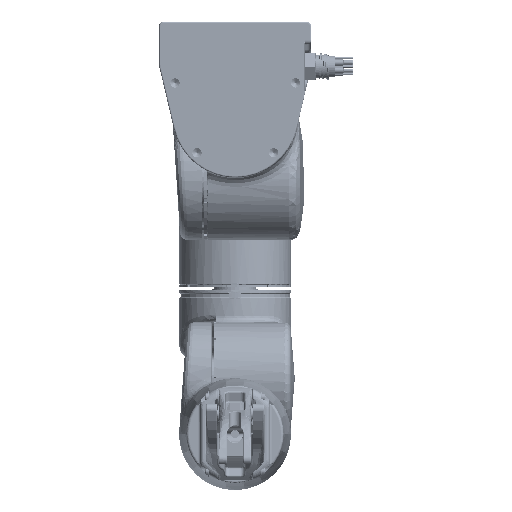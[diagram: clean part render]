
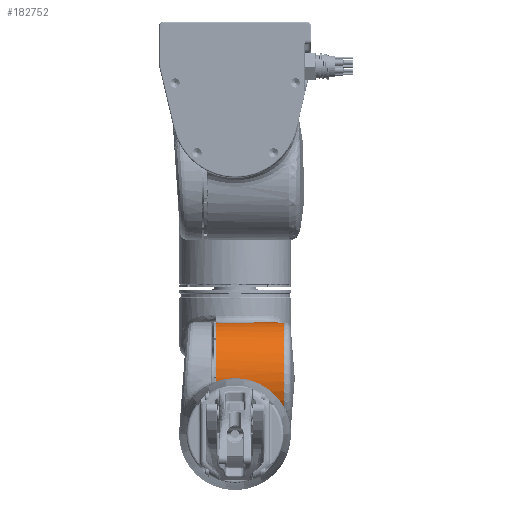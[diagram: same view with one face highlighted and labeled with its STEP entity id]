
A CAD part, front view. The second image highlights one B-rep face of the part: STEP entity #182752.
In plain terms, the highlighted cylindrical face has radius 40.8 mm (diameter 81.6 mm), a partial arc.
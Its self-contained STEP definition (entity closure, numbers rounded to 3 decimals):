
#2799 = VERTEX_POINT ( 'NONE', #57001 ) ;
#6665 = CARTESIAN_POINT ( 'NONE',  ( -99.071, -116.343, -448.018 ) ) ;
#11990 = CARTESIAN_POINT ( 'NONE',  ( -76.82, -36.058, -454.463 ) ) ;
#13118 = FACE_OUTER_BOUND ( 'NONE', #307376, .T. ) ;
#14707 = DIRECTION ( 'NONE',  ( -1., 0., 0. ) ) ;
#25203 = CARTESIAN_POINT ( 'NONE',  ( -99.071, -35.972, -455.581 ) ) ;
#26654 = CARTESIAN_POINT ( 'NONE',  ( -49.723, -76.688, -458.195 ) ) ;
#30645 = VERTEX_POINT ( 'NONE', #282614 ) ;
#32115 = AXIS2_PLACEMENT_3D ( 'NONE', #97812, #295276, #42514 ) ;
#34259 = CARTESIAN_POINT ( 'NONE',  ( -99.071, -115.405, -471.503 ) ) ;
#36079 = CARTESIAN_POINT ( 'NONE',  ( -99.071, -106.745, -485.992 ) ) ;
#36812 = CARTESIAN_POINT ( 'NONE',  ( -35.471, -101.638, -490.477 ) ) ;
#39608 = CARTESIAN_POINT ( 'NONE',  ( -63.987, -35.88, -458.451 ) ) ;
#42514 = DIRECTION ( 'NONE',  ( 0., 1., 0. ) ) ;
#45004 = CARTESIAN_POINT ( 'NONE',  ( -74.616, -36.021, -454.891 ) ) ;
#57001 = CARTESIAN_POINT ( 'NONE',  ( -49.723, -37.355, -469.036 ) ) ;
#59708 = DIRECTION ( 'NONE',  ( 0., -1., 0. ) ) ;
#60057 = CARTESIAN_POINT ( 'NONE',  ( -99.071, -40.373, -439.291 ) ) ;
#63703 = CARTESIAN_POINT ( 'NONE',  ( -99.071, -79.658, -417.362 ) ) ;
#67250 = CARTESIAN_POINT ( 'NONE',  ( -56.259, -36.153, -463.049 ) ) ;
#67371 = CARTESIAN_POINT ( 'NONE',  ( -99.071, -104.322, -488.403 ) ) ;
#69897 = LINE ( 'NONE', #36812, #123681 ) ;
#72669 = CARTESIAN_POINT ( 'NONE',  ( -87.989, -36.126, -453.79 ) ) ;
#80407 = B_SPLINE_CURVE_WITH_KNOTS ( 'NONE', 3,
 ( #25203, #137630, #200246, #312789, #60057, #172596, #250190, #222425, #144879, #257454, #294286, #202069, #271615, #63703, #286970, #146689, #344116, #176242, #235244, #345909, #243811, #288811, #152174, #6665, #124503, #205657, #174411, #150352, #34259, #91347, #93153, #36079, #67371, #292461 ),
 .UNSPECIFIED., .F., .F.,
 ( 4, 2, 2, 2, 2, 2, 2, 2, 2, 2, 2, 2, 2, 2, 2, 2, 4 ),
 ( 0., 0.063, 0.125, 0.188, 0.25, 0.313, 0.375, 0.438, 0.5, 0.563, 0.625, 0.688, 0.75, 0.813, 0.875, 0.938, 1. ),
 .UNSPECIFIED. ) ;
#84614 = EDGE_CURVE ( 'NONE', #30645, #249721, #69897, .T. ) ;
#91347 = CARTESIAN_POINT ( 'NONE',  ( -99.071, -112.676, -477.714 ) ) ;
#93153 = CARTESIAN_POINT ( 'NONE',  ( -99.071, -110.923, -480.648 ) ) ;
#96714 = CARTESIAN_POINT ( 'NONE',  ( -68.118, -35.905, -456.728 ) ) ;
#97812 = CARTESIAN_POINT ( 'NONE',  ( -15.312, -76.688, -458.195 ) ) ;
#103935 = CARTESIAN_POINT ( 'NONE',  ( -49.723, -37.355, -469.036 ) ) ;
#123681 = VECTOR ( 'NONE', #14707, 1000. ) ;
#124503 = CARTESIAN_POINT ( 'NONE',  ( -99.071, -117.054, -451.361 ) ) ;
#125524 = CYLINDRICAL_SURFACE ( 'NONE', #32115, 40.8 ) ;
#126155 = ORIENTED_EDGE ( 'NONE', *, *, #277678, .T. ) ;
#128007 = CARTESIAN_POINT ( 'NONE',  ( -91.357, -36.097, -454.067 ) ) ;
#137630 = CARTESIAN_POINT ( 'NONE',  ( -99.071, -36.189, -452.196 ) ) ;
#144879 = CARTESIAN_POINT ( 'NONE',  ( -99.071, -53.84, -424.223 ) ) ;
#145827 = CIRCLE ( 'NONE', #193026, 40.8 ) ;
#146689 = CARTESIAN_POINT ( 'NONE',  ( -99.071, -89.644, -419.359 ) ) ;
#150352 = CARTESIAN_POINT ( 'NONE',  ( -99.071, -116.38, -468.227 ) ) ;
#152047 = CARTESIAN_POINT ( 'NONE',  ( -77.925, -36.075, -454.286 ) ) ;
#152174 = CARTESIAN_POINT ( 'NONE',  ( -99.071, -114.119, -441.61 ) ) ;
#155704 = CARTESIAN_POINT ( 'NONE',  ( -96.895, -36.01, -454.978 ) ) ;
#157503 = CARTESIAN_POINT ( 'NONE',  ( -90.238, -36.109, -453.95 ) ) ;
#159346 = CARTESIAN_POINT ( 'NONE',  ( -58.092, -36.028, -461.767 ) ) ;
#172596 = CARTESIAN_POINT ( 'NONE',  ( -99.071, -43.993, -433.554 ) ) ;
#174411 = CARTESIAN_POINT ( 'NONE',  ( -99.071, -117.492, -461.536 ) ) ;
#176242 = CARTESIAN_POINT ( 'NONE',  ( -99.071, -98.829, -423.758 ) ) ;
#179410 = EDGE_CURVE ( 'NONE', #30645, #2799, #145827, .T. ) ;
#182752 = ADVANCED_FACE ( 'NONE', ( #13118 ), #125524, .T. ) ;
#186689 = ORIENTED_EDGE ( 'NONE', *, *, #84614, .F. ) ;
#187016 = CARTESIAN_POINT ( 'NONE',  ( -73.515, -36.001, -455.143 ) ) ;
#193026 = AXIS2_PLACEMENT_3D ( 'NONE', #26654, #229353, #59708 ) ;
#200246 = CARTESIAN_POINT ( 'NONE',  ( -99.071, -36.83, -448.839 ) ) ;
#202069 = CARTESIAN_POINT ( 'NONE',  ( -99.071, -69.488, -417.892 ) ) ;
#205657 = CARTESIAN_POINT ( 'NONE',  ( -99.071, -117.629, -458.12 ) ) ;
#209239 = CARTESIAN_POINT ( 'NONE',  ( -94.695, -36.052, -454.526 ) ) ;
#211025 = CARTESIAN_POINT ( 'NONE',  ( -81.253, -36.117, -453.865 ) ) ;
#212823 = CARTESIAN_POINT ( 'NONE',  ( -52.817, -36.588, -465.857 ) ) ;
#214628 = CARTESIAN_POINT ( 'NONE',  ( -83.486, -36.133, -453.73 ) ) ;
#222425 = CARTESIAN_POINT ( 'NONE',  ( -99.071, -51.086, -426.247 ) ) ;
#229353 = DIRECTION ( 'NONE',  ( -1., 0., 0. ) ) ;
#235244 = CARTESIAN_POINT ( 'NONE',  ( -99.071, -101.624, -425.725 ) ) ;
#243811 = CARTESIAN_POINT ( 'NONE',  ( -99.071, -108.867, -432.884 ) ) ;
#244938 = CARTESIAN_POINT ( 'NONE',  ( -99.071, -101.638, -490.477 ) ) ;
#249721 = VERTEX_POINT ( 'NONE', #244938 ) ;
#250190 = CARTESIAN_POINT ( 'NONE',  ( -99.071, -46.162, -430.913 ) ) ;
#257454 = CARTESIAN_POINT ( 'NONE',  ( -99.071, -59.763, -420.916 ) ) ;
#270110 = CARTESIAN_POINT ( 'NONE',  ( -86.858, -36.131, -453.747 ) ) ;
#271615 = CARTESIAN_POINT ( 'NONE',  ( -99.071, -72.875, -417.432 ) ) ;
#277678 = EDGE_CURVE ( 'NONE', #301354, #249721, #80407, .T. ) ;
#282145 = B_SPLINE_CURVE_WITH_KNOTS ( 'NONE', 3,
 ( #103935, #319950, #212823, #67250, #159346, #325413, #39608, #96714, #351286, #187016, #45004, #11990, #152047, #211025, #214628, #270110, #72669, #157503, #128007, #209239, #155704, #297792 ),
 .UNSPECIFIED., .F., .F.,
 ( 4, 2, 2, 2, 2, 2, 2, 2, 2, 2, 4 ),
 ( 0., 0.007, 0.013, 0.02, 0.027, 0.03, 0.033, 0.04, 0.044, 0.047, 0.054 ),
 .UNSPECIFIED. ) ;
#282614 = CARTESIAN_POINT ( 'NONE',  ( -49.723, -101.638, -490.477 ) ) ;
#286970 = CARTESIAN_POINT ( 'NONE',  ( -99.071, -83.054, -417.752 ) ) ;
#288811 = CARTESIAN_POINT ( 'NONE',  ( -99.071, -112.605, -438.545 ) ) ;
#292461 = CARTESIAN_POINT ( 'NONE',  ( -99.071, -101.638, -490.477 ) ) ;
#294286 = CARTESIAN_POINT ( 'NONE',  ( -99.071, -62.932, -419.634 ) ) ;
#295276 = DIRECTION ( 'NONE',  ( 1., 0., 0. ) ) ;
#297792 = CARTESIAN_POINT ( 'NONE',  ( -99.071, -35.972, -455.581 ) ) ;
#301354 = VERTEX_POINT ( 'NONE', #364904 ) ;
#307376 = EDGE_LOOP ( 'NONE', ( #341222, #126155, #186689, #356329 ) ) ;
#312789 = CARTESIAN_POINT ( 'NONE',  ( -99.071, -38.922, -442.386 ) ) ;
#319950 = CARTESIAN_POINT ( 'NONE',  ( -51.209, -36.899, -467.383 ) ) ;
#325413 = CARTESIAN_POINT ( 'NONE',  ( -61.979, -35.891, -459.455 ) ) ;
#341222 = ORIENTED_EDGE ( 'NONE', *, *, #362036, .T. ) ;
#344116 = CARTESIAN_POINT ( 'NONE',  ( -99.071, -92.839, -420.575 ) ) ;
#345909 = CARTESIAN_POINT ( 'NONE',  ( -99.071, -106.644, -430.288 ) ) ;
#351286 = CARTESIAN_POINT ( 'NONE',  ( -70.242, -35.942, -456.009 ) ) ;
#356329 = ORIENTED_EDGE ( 'NONE', *, *, #179410, .T. ) ;
#362036 = EDGE_CURVE ( 'NONE', #2799, #301354, #282145, .T. ) ;
#364904 = CARTESIAN_POINT ( 'NONE',  ( -99.071, -35.972, -455.581 ) ) ;
